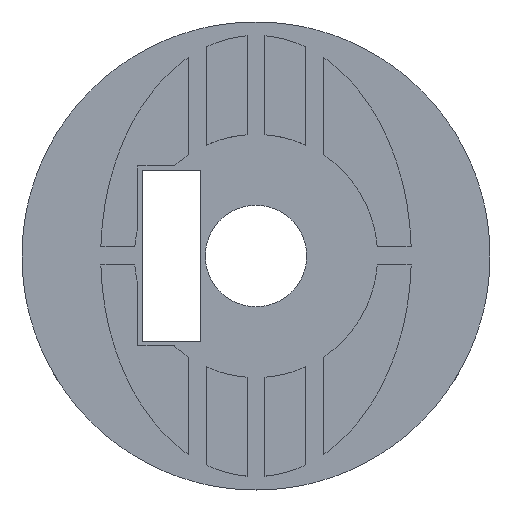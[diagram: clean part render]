
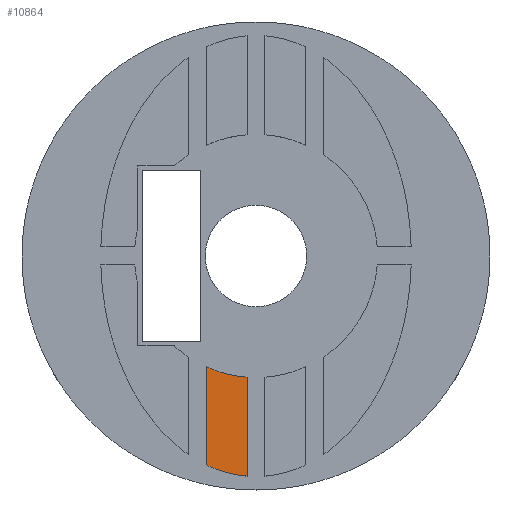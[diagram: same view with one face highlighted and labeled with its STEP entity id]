
A CAD part, top view. The second image highlights one B-rep face of the part: STEP entity #10864.
In plain terms, the highlighted planar face has unit normal (0, 0, 1).
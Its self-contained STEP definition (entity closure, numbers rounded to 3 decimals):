
#142=FACE_OUTER_BOUND('',#688,.T.);
#688=EDGE_LOOP('',(#7805,#7806,#7807,#7808,#7809,#7810,#7811,#7812,#7813,
#7814,#7815,#7816,#7817,#7818,#7819,#7820,#7821,#7822));
#1675=LINE('',#15646,#3277);
#1678=LINE('',#15652,#3280);
#1681=LINE('',#15658,#3283);
#1684=LINE('',#15664,#3286);
#1687=LINE('',#15670,#3289);
#1690=LINE('',#15676,#3292);
#1693=LINE('',#15682,#3295);
#1696=LINE('',#15688,#3298);
#1699=LINE('',#15694,#3301);
#1702=LINE('',#15700,#3304);
#1705=LINE('',#15706,#3307);
#1708=LINE('',#15712,#3310);
#1711=LINE('',#15718,#3313);
#1714=LINE('',#15724,#3316);
#1717=LINE('',#15730,#3319);
#1720=LINE('',#15736,#3322);
#1723=LINE('',#15742,#3325);
#1726=LINE('',#15746,#3328);
#3277=VECTOR('',#12597,10.);
#3280=VECTOR('',#12602,10.);
#3283=VECTOR('',#12607,10.);
#3286=VECTOR('',#12612,10.);
#3289=VECTOR('',#12617,10.);
#3292=VECTOR('',#12622,10.);
#3295=VECTOR('',#12627,10.);
#3298=VECTOR('',#12632,10.);
#3301=VECTOR('',#12637,10.);
#3304=VECTOR('',#12642,10.);
#3307=VECTOR('',#12647,10.);
#3310=VECTOR('',#12652,10.);
#3313=VECTOR('',#12657,10.);
#3316=VECTOR('',#12662,10.);
#3319=VECTOR('',#12667,10.);
#3322=VECTOR('',#12672,10.);
#3325=VECTOR('',#12677,10.);
#3328=VECTOR('',#12682,10.);
#4785=VERTEX_POINT('',#15643);
#4786=VERTEX_POINT('',#15645);
#4788=VERTEX_POINT('',#15651);
#4790=VERTEX_POINT('',#15657);
#4792=VERTEX_POINT('',#15663);
#4794=VERTEX_POINT('',#15669);
#4796=VERTEX_POINT('',#15675);
#4798=VERTEX_POINT('',#15681);
#4800=VERTEX_POINT('',#15687);
#4802=VERTEX_POINT('',#15693);
#4804=VERTEX_POINT('',#15699);
#4806=VERTEX_POINT('',#15705);
#4808=VERTEX_POINT('',#15711);
#4810=VERTEX_POINT('',#15717);
#4812=VERTEX_POINT('',#15723);
#4814=VERTEX_POINT('',#15729);
#4816=VERTEX_POINT('',#15735);
#4818=VERTEX_POINT('',#15741);
#5947=EDGE_CURVE('',#4786,#4785,#1675,.T.);
#5950=EDGE_CURVE('',#4788,#4786,#1678,.T.);
#5953=EDGE_CURVE('',#4790,#4788,#1681,.T.);
#5956=EDGE_CURVE('',#4792,#4790,#1684,.T.);
#5959=EDGE_CURVE('',#4794,#4792,#1687,.T.);
#5962=EDGE_CURVE('',#4796,#4794,#1690,.T.);
#5965=EDGE_CURVE('',#4798,#4796,#1693,.T.);
#5968=EDGE_CURVE('',#4800,#4798,#1696,.T.);
#5971=EDGE_CURVE('',#4802,#4800,#1699,.T.);
#5974=EDGE_CURVE('',#4804,#4802,#1702,.T.);
#5977=EDGE_CURVE('',#4806,#4804,#1705,.T.);
#5980=EDGE_CURVE('',#4808,#4806,#1708,.T.);
#5983=EDGE_CURVE('',#4810,#4808,#1711,.T.);
#5986=EDGE_CURVE('',#4812,#4810,#1714,.T.);
#5989=EDGE_CURVE('',#4814,#4812,#1717,.T.);
#5992=EDGE_CURVE('',#4816,#4814,#1720,.T.);
#5995=EDGE_CURVE('',#4818,#4816,#1723,.T.);
#5998=EDGE_CURVE('',#4785,#4818,#1726,.T.);
#7805=ORIENTED_EDGE('',*,*,#5998,.T.);
#7806=ORIENTED_EDGE('',*,*,#5995,.T.);
#7807=ORIENTED_EDGE('',*,*,#5992,.T.);
#7808=ORIENTED_EDGE('',*,*,#5989,.T.);
#7809=ORIENTED_EDGE('',*,*,#5986,.T.);
#7810=ORIENTED_EDGE('',*,*,#5983,.T.);
#7811=ORIENTED_EDGE('',*,*,#5980,.T.);
#7812=ORIENTED_EDGE('',*,*,#5977,.T.);
#7813=ORIENTED_EDGE('',*,*,#5974,.T.);
#7814=ORIENTED_EDGE('',*,*,#5971,.T.);
#7815=ORIENTED_EDGE('',*,*,#5968,.T.);
#7816=ORIENTED_EDGE('',*,*,#5965,.T.);
#7817=ORIENTED_EDGE('',*,*,#5962,.T.);
#7818=ORIENTED_EDGE('',*,*,#5959,.T.);
#7819=ORIENTED_EDGE('',*,*,#5956,.T.);
#7820=ORIENTED_EDGE('',*,*,#5953,.T.);
#7821=ORIENTED_EDGE('',*,*,#5950,.T.);
#7822=ORIENTED_EDGE('',*,*,#5947,.T.);
#10320=PLANE('',#11422);
#10864=ADVANCED_FACE('',(#142),#10320,.T.);
#11422=AXIS2_PLACEMENT_3D('',#15747,#12683,#12684);
#12597=DIRECTION('',(0.97,-0.243,0.));
#12602=DIRECTION('',(0.958,-0.287,0.));
#12607=DIRECTION('',(0.944,-0.33,0.));
#12612=DIRECTION('',(0.928,-0.371,0.));
#12617=DIRECTION('',(0.911,-0.412,0.));
#12622=DIRECTION('',(0.,-1.,0.));
#12627=DIRECTION('',(-0.922,0.388,0.));
#12632=DIRECTION('',(-0.938,0.347,0.));
#12637=DIRECTION('',(-0.952,0.307,0.));
#12642=DIRECTION('',(-0.964,0.265,0.));
#12647=DIRECTION('',(-0.975,0.223,0.));
#12652=DIRECTION('',(-0.983,0.181,0.));
#12657=DIRECTION('',(-0.99,0.138,0.));
#12662=DIRECTION('',(-0.995,0.096,0.));
#12667=DIRECTION('',(0.,1.,0.));
#12672=DIRECTION('',(0.994,-0.106,0.));
#12677=DIRECTION('',(0.988,-0.152,0.));
#12682=DIRECTION('',(0.98,-0.198,0.));
#12683=DIRECTION('center_axis',(0.,0.,1.));
#12684=DIRECTION('ref_axis',(1.,0.,0.));
#15643=CARTESIAN_POINT('',(-5.426,-48.39,2.75));
#15645=CARTESIAN_POINT('',(-6.558,-48.107,2.75));
#15646=CARTESIAN_POINT('',(-6.558,-48.107,2.75));
#15651=CARTESIAN_POINT('',(-7.683,-47.77,2.75));
#15652=CARTESIAN_POINT('',(-7.683,-47.77,2.75));
#15657=CARTESIAN_POINT('',(-8.799,-47.38,2.75));
#15658=CARTESIAN_POINT('',(-8.799,-47.38,2.75));
#15663=CARTESIAN_POINT('',(-9.905,-46.937,2.75));
#15664=CARTESIAN_POINT('',(-9.905,-46.937,2.75));
#15669=CARTESIAN_POINT('',(-11.,-46.443,2.75));
#15670=CARTESIAN_POINT('',(-11.,-46.443,2.75));
#15675=CARTESIAN_POINT('',(-11.,-24.658,2.75));
#15676=CARTESIAN_POINT('',(-11.,-24.658,2.75));
#15681=CARTESIAN_POINT('',(-9.925,-25.11,2.75));
#15682=CARTESIAN_POINT('',(-9.925,-25.11,2.75));
#15687=CARTESIAN_POINT('',(-8.832,-25.515,2.75));
#15688=CARTESIAN_POINT('',(-8.832,-25.515,2.75));
#15693=CARTESIAN_POINT('',(-7.722,-25.872,2.75));
#15694=CARTESIAN_POINT('',(-7.722,-25.872,2.75));
#15699=CARTESIAN_POINT('',(-6.598,-26.181,2.75));
#15700=CARTESIAN_POINT('',(-6.598,-26.181,2.75));
#15705=CARTESIAN_POINT('',(-5.462,-26.442,2.75));
#15706=CARTESIAN_POINT('',(-5.462,-26.442,2.75));
#15711=CARTESIAN_POINT('',(-4.315,-26.653,2.75));
#15712=CARTESIAN_POINT('',(-4.315,-26.653,2.75));
#15717=CARTESIAN_POINT('',(-3.161,-26.814,2.75));
#15718=CARTESIAN_POINT('',(-3.161,-26.814,2.75));
#15723=CARTESIAN_POINT('',(-2.,-26.926,2.75));
#15724=CARTESIAN_POINT('',(-2.,-26.926,2.75));
#15729=CARTESIAN_POINT('',(-2.,-48.918,2.75));
#15730=CARTESIAN_POINT('',(-2.,-48.918,2.75));
#15735=CARTESIAN_POINT('',(-3.146,-48.796,2.75));
#15736=CARTESIAN_POINT('',(-3.146,-48.796,2.75));
#15741=CARTESIAN_POINT('',(-4.289,-48.62,2.75));
#15742=CARTESIAN_POINT('',(-4.289,-48.62,2.75));
#15746=CARTESIAN_POINT('',(-5.426,-48.39,2.75));
#15747=CARTESIAN_POINT('Origin',(-6.5,-36.788,2.75));
